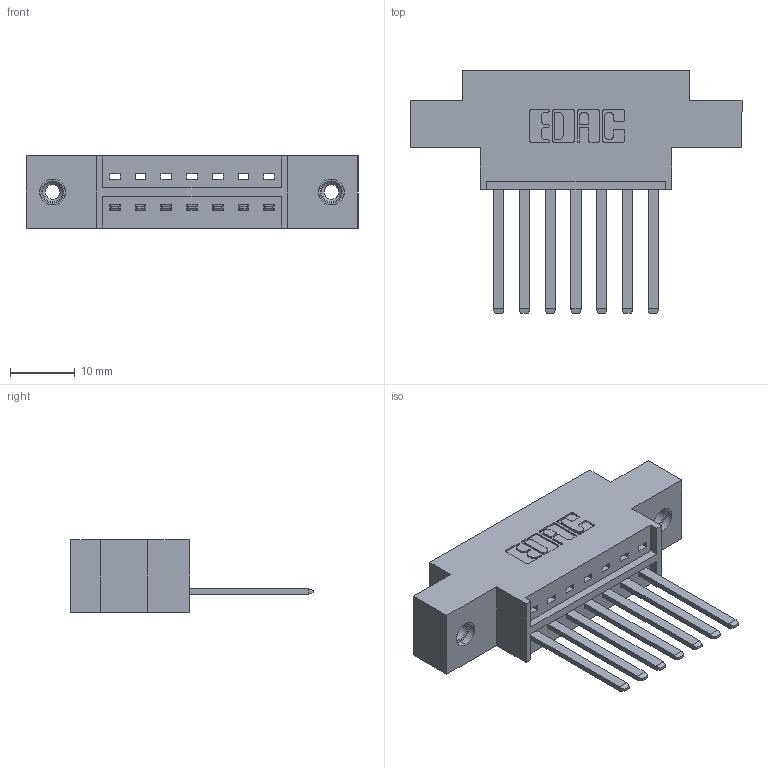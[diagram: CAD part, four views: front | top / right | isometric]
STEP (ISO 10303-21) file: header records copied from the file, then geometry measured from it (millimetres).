
FILE_DESCRIPTION (( 'STEP AP203' ), '1' );
FILE_NAME ('336-007-541-608.STEP', '2020-08-07T19:18:21', ( '' ), ( '' ), 'SwSTEP 2.0', 'SolidWorks 2020', '' );
FILE_SCHEMA (( 'CONFIG_CONTROL_DESIGN' ));
Length unit declared in the file: inch
Products named in the file (4): 336-007-541-608; 336 Part_Offset - .156 Dia - TI; 336-290-001_336-290-541; 345-250-001_345-250-003-102
Assembly tree (10 placements, depth 2):
  336-007-541-608
    336 Part_Offset - .156 Dia - TI
    336-290-001_336-290-541  x7
    345-250-001_345-250-003-102  x2
Bounding box: 51.13 x 37.34 x 11.1 mm (x, y, z)
Volume: 6431.3 mm3; surface area: 6662.9 mm2
Topology: 10 solids, 10 shells, 528 faces, 1537 edges, 1012 vertices
Faces by surface type: plane 344, cylinder 168, cone 12, torus 4
Entity records: 10767 total; most frequent: CARTESIAN_POINT 1937, ORIENTED_EDGE 1774, DIRECTION 1639, EDGE_CURVE 887, LINE 735, VECTOR 735, VERTEX_POINT 586, AXIS2_PLACEMENT_3D 452
